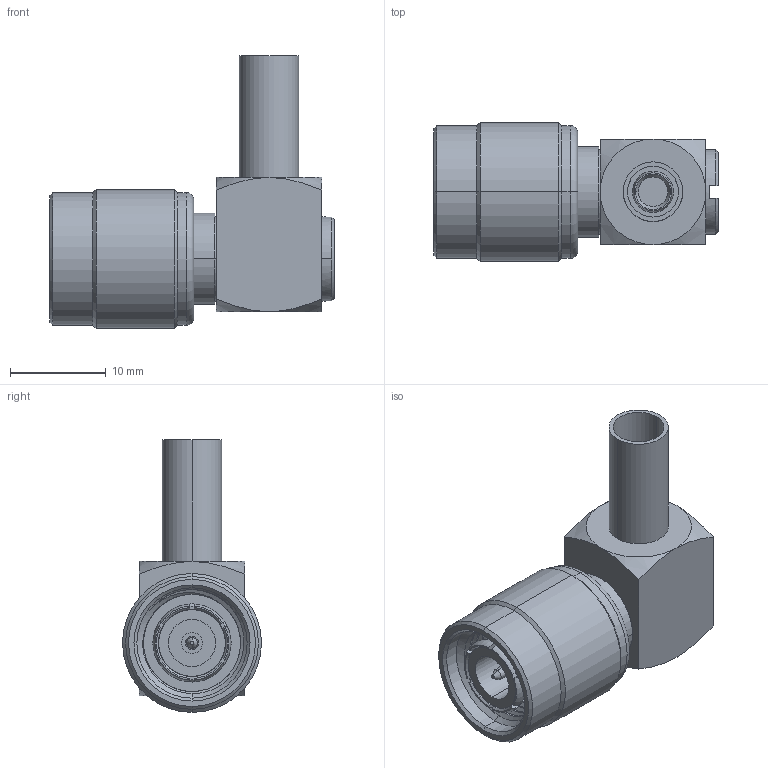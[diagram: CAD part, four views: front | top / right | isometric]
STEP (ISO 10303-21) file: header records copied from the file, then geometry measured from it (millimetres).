
FILE_DESCRIPTION((''),'2;1');
FILE_NAME('31-6822_SW0001','2018-05-23T',('Krishnaprasath'),(''),'CREO PARAMETRIC BY PTC INC, 2017020','CREO PARAMETRIC BY PTC INC, 2017020','');
FILE_SCHEMA(('CONFIG_CONTROL_DESIGN'));
Length unit declared in the file: inch
Products named in the file (1): 31-6822_SW0001
Bounding box: 29.65 x 14.48 x 28.44 mm (x, y, z)
Volume: 3814.8 mm3; surface area: 3874.5 mm2
Topology: 1 solids, 1 shells, 196 faces, 474 edges, 297 vertices
Faces by surface type: cylinder 72, plane 63, cone 40, torus 12, bspline 9
Entity records: 9403 total; most frequent: CARTESIAN_POINT 4786, DIRECTION 973, ORIENTED_EDGE 948, EDGE_CURVE 474, AXIS2_PLACEMENT_3D 396, VERTEX_POINT 297, EDGE_LOOP 217, CIRCLE 209
